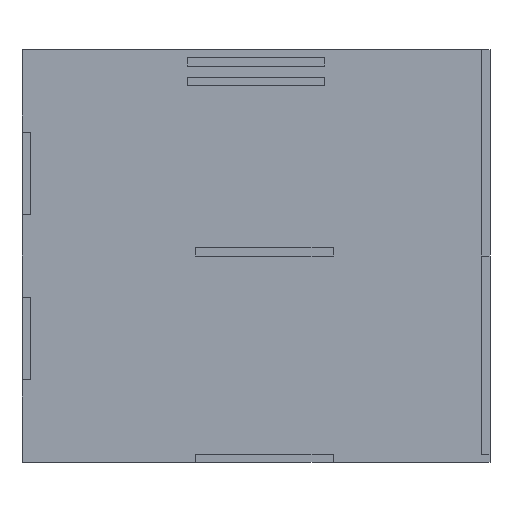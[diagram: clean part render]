
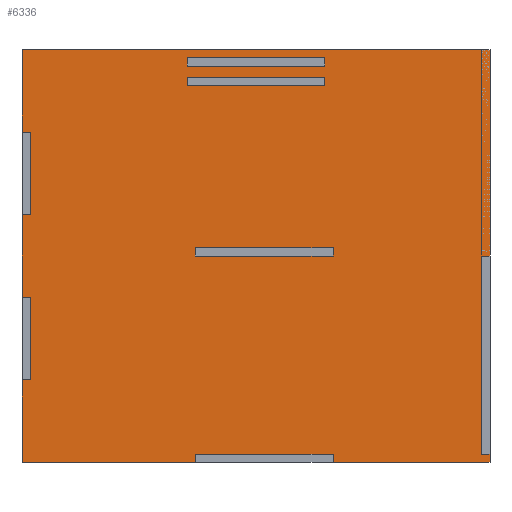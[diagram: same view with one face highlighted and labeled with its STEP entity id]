
A CAD part, left-side view. The second image highlights one B-rep face of the part: STEP entity #6336.
In plain terms, the highlighted planar face has unit normal (-1, 0, 0).
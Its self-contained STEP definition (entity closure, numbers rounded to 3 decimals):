
#6020=CARTESIAN_POINT('',(-85.,85.,60.));
#6021=VERTEX_POINT('',#6020);
#6028=CARTESIAN_POINT('',(-85.,85.,90.));
#6029=VERTEX_POINT('',#6028);
#6030=CARTESIAN_POINT('',(-85.,85.,60.));
#6031=DIRECTION('',(0.,0.,1.));
#6032=VECTOR('',#6031,30.);
#6033=LINE('',#6030,#6032);
#6034=EDGE_CURVE('',#6021,#6029,#6033,.T.);
#6060=CARTESIAN_POINT('',(-85.,85.,120.));
#6061=VERTEX_POINT('',#6060);
#6068=CARTESIAN_POINT('',(-85.,85.,150.));
#6069=VERTEX_POINT('',#6068);
#6070=CARTESIAN_POINT('',(-85.,85.,120.));
#6071=DIRECTION('',(0.,0.,1.));
#6072=VECTOR('',#6071,30.);
#6073=LINE('',#6070,#6072);
#6074=EDGE_CURVE('',#6061,#6069,#6073,.T.);
#6085=CARTESIAN_POINT('',(-85.,-0.,0.));
#6086=DIRECTION('',(-1.,-0.,0.));
#6087=DIRECTION('',(0.,0.,1.));
#6088=AXIS2_PLACEMENT_3D('',#6085,#6086,#6087);
#6089=PLANE('',#6088);
#6090=CARTESIAN_POINT('',(-85.,82.,90.));
#6091=VERTEX_POINT('',#6090);
#6092=CARTESIAN_POINT('',(-85.,82.,90.));
#6093=DIRECTION('',(-0.,1.,0.));
#6094=VECTOR('',#6093,3.);
#6095=LINE('',#6092,#6094);
#6096=EDGE_CURVE('',#6091,#6029,#6095,.T.);
#6097=ORIENTED_EDGE('',*,*,#6096,.T.);
#6098=ORIENTED_EDGE('',*,*,#6034,.F.);
#6099=CARTESIAN_POINT('',(-85.,82.,60.));
#6100=VERTEX_POINT('',#6099);
#6101=CARTESIAN_POINT('',(-85.,82.,60.));
#6102=DIRECTION('',(0.,1.,0.));
#6103=VECTOR('',#6102,3.);
#6104=LINE('',#6101,#6103);
#6105=EDGE_CURVE('',#6100,#6021,#6104,.T.);
#6106=ORIENTED_EDGE('',*,*,#6105,.F.);
#6107=CARTESIAN_POINT('',(-85.,82.,30.));
#6108=VERTEX_POINT('',#6107);
#6109=CARTESIAN_POINT('',(-85.,82.,30.));
#6110=DIRECTION('',(0.,0.,1.));
#6111=VECTOR('',#6110,30.);
#6112=LINE('',#6109,#6111);
#6113=EDGE_CURVE('',#6108,#6100,#6112,.T.);
#6114=ORIENTED_EDGE('',*,*,#6113,.F.);
#6115=CARTESIAN_POINT('',(-85.,85.,30.));
#6116=VERTEX_POINT('',#6115);
#6117=CARTESIAN_POINT('',(-85.,82.,30.));
#6118=DIRECTION('',(-0.,1.,0.));
#6119=VECTOR('',#6118,3.);
#6120=LINE('',#6117,#6119);
#6121=EDGE_CURVE('',#6108,#6116,#6120,.T.);
#6122=ORIENTED_EDGE('',*,*,#6121,.T.);
#6123=CARTESIAN_POINT('',(-85.,85.,0.));
#6124=VERTEX_POINT('',#6123);
#6125=CARTESIAN_POINT('',(-85.,85.,0.));
#6126=DIRECTION('',(0.,0.,1.));
#6127=VECTOR('',#6126,30.);
#6128=LINE('',#6125,#6127);
#6129=EDGE_CURVE('',#6124,#6116,#6128,.T.);
#6130=ORIENTED_EDGE('',*,*,#6129,.F.);
#6131=CARTESIAN_POINT('',(-85.,21.993,0.));
#6132=VERTEX_POINT('',#6131);
#6133=CARTESIAN_POINT('',(-85.,85.,0.));
#6134=DIRECTION('',(0.,-1.,0.));
#6135=VECTOR('',#6134,63.007);
#6136=LINE('',#6133,#6135);
#6137=EDGE_CURVE('',#6124,#6132,#6136,.T.);
#6138=ORIENTED_EDGE('',*,*,#6137,.T.);
#6139=CARTESIAN_POINT('',(-85.,21.993,3.));
#6140=VERTEX_POINT('',#6139);
#6141=CARTESIAN_POINT('',(-85.,21.993,3.));
#6142=DIRECTION('',(0.,0.,-1.));
#6143=VECTOR('',#6142,3.);
#6144=LINE('',#6141,#6143);
#6145=EDGE_CURVE('',#6140,#6132,#6144,.T.);
#6146=ORIENTED_EDGE('',*,*,#6145,.F.);
#6147=CARTESIAN_POINT('',(-85.,-28.007,3.));
#6148=VERTEX_POINT('',#6147);
#6149=CARTESIAN_POINT('',(-85.,-28.007,3.));
#6150=DIRECTION('',(-0.,1.,0.));
#6151=VECTOR('',#6150,50.);
#6152=LINE('',#6149,#6151);
#6153=EDGE_CURVE('',#6148,#6140,#6152,.T.);
#6154=ORIENTED_EDGE('',*,*,#6153,.F.);
#6155=CARTESIAN_POINT('',(-85.,-28.007,0.));
#6156=VERTEX_POINT('',#6155);
#6157=CARTESIAN_POINT('',(-85.,-28.007,3.));
#6158=DIRECTION('',(0.,0.,-1.));
#6159=VECTOR('',#6158,3.);
#6160=LINE('',#6157,#6159);
#6161=EDGE_CURVE('',#6148,#6156,#6160,.T.);
#6162=ORIENTED_EDGE('',*,*,#6161,.T.);
#6163=CARTESIAN_POINT('',(-85.,-85.,0.));
#6164=VERTEX_POINT('',#6163);
#6165=CARTESIAN_POINT('',(-85.,-28.007,0.));
#6166=DIRECTION('',(0.,-1.,0.));
#6167=VECTOR('',#6166,56.993);
#6168=LINE('',#6165,#6167);
#6169=EDGE_CURVE('',#6156,#6164,#6168,.T.);
#6170=ORIENTED_EDGE('',*,*,#6169,.T.);
#6171=CARTESIAN_POINT('',(-85.,-85.,3.));
#6172=VERTEX_POINT('',#6171);
#6173=CARTESIAN_POINT('',(-85.,-85.,0.));
#6174=DIRECTION('',(0.,0.,1.));
#6175=VECTOR('',#6174,3.);
#6176=LINE('',#6173,#6175);
#6177=EDGE_CURVE('',#6164,#6172,#6176,.T.);
#6178=ORIENTED_EDGE('',*,*,#6177,.T.);
#6179=CARTESIAN_POINT('',(-85.,-82.,3.));
#6180=VERTEX_POINT('',#6179);
#6181=CARTESIAN_POINT('',(-85.,-82.,3.));
#6182=DIRECTION('',(-0.,-1.,0.));
#6183=VECTOR('',#6182,3.);
#6184=LINE('',#6181,#6183);
#6185=EDGE_CURVE('',#6180,#6172,#6184,.T.);
#6186=ORIENTED_EDGE('',*,*,#6185,.F.);
#6187=CARTESIAN_POINT('',(-85.,-82.,75.));
#6188=VERTEX_POINT('',#6187);
#6189=CARTESIAN_POINT('',(-85.,-82.,3.));
#6190=DIRECTION('',(0.,0.,1.));
#6191=VECTOR('',#6190,72.);
#6192=LINE('',#6189,#6191);
#6193=EDGE_CURVE('',#6180,#6188,#6192,.T.);
#6194=ORIENTED_EDGE('',*,*,#6193,.T.);
#6195=CARTESIAN_POINT('',(-85.,-85.,75.));
#6196=VERTEX_POINT('',#6195);
#6197=CARTESIAN_POINT('',(-85.,-85.,75.));
#6198=DIRECTION('',(0.,1.,-0.));
#6199=VECTOR('',#6198,3.);
#6200=LINE('',#6197,#6199);
#6201=EDGE_CURVE('',#6196,#6188,#6200,.T.);
#6202=ORIENTED_EDGE('',*,*,#6201,.F.);
#6203=CARTESIAN_POINT('',(-85.,-85.,150.));
#6204=VERTEX_POINT('',#6203);
#6205=CARTESIAN_POINT('',(-85.,-85.,75.));
#6206=DIRECTION('',(0.,0.,1.));
#6207=VECTOR('',#6206,75.);
#6208=LINE('',#6205,#6207);
#6209=EDGE_CURVE('',#6196,#6204,#6208,.T.);
#6210=ORIENTED_EDGE('',*,*,#6209,.T.);
#6211=CARTESIAN_POINT('',(-85.,-85.,150.));
#6212=DIRECTION('',(-0.,1.,0.));
#6213=VECTOR('',#6212,170.);
#6214=LINE('',#6211,#6213);
#6215=EDGE_CURVE('',#6204,#6069,#6214,.T.);
#6216=ORIENTED_EDGE('',*,*,#6215,.T.);
#6217=ORIENTED_EDGE('',*,*,#6074,.F.);
#6218=CARTESIAN_POINT('',(-85.,82.,120.));
#6219=VERTEX_POINT('',#6218);
#6220=CARTESIAN_POINT('',(-85.,82.,120.));
#6221=DIRECTION('',(0.,1.,0.));
#6222=VECTOR('',#6221,3.);
#6223=LINE('',#6220,#6222);
#6224=EDGE_CURVE('',#6219,#6061,#6223,.T.);
#6225=ORIENTED_EDGE('',*,*,#6224,.F.);
#6226=CARTESIAN_POINT('',(-85.,82.,90.));
#6227=DIRECTION('',(0.,0.,1.));
#6228=VECTOR('',#6227,30.);
#6229=LINE('',#6226,#6228);
#6230=EDGE_CURVE('',#6091,#6219,#6229,.T.);
#6231=ORIENTED_EDGE('',*,*,#6230,.F.);
#6232=EDGE_LOOP('',(#6097,#6098,#6106,#6114,#6122,#6130,#6138,#6146,#6154,#6162,#6170,#6178,#6186,#6194,#6202,#6210,#6216,#6217,#6225,#6231));
#6233=FACE_BOUND('',#6232,.T.);
#6234=CARTESIAN_POINT('',(-85.,-25.,144.));
#6235=VERTEX_POINT('',#6234);
#6236=CARTESIAN_POINT('',(-85.,-25.,147.));
#6237=VERTEX_POINT('',#6236);
#6238=CARTESIAN_POINT('',(-85.,-25.,144.));
#6239=DIRECTION('',(0.,0.,1.));
#6240=VECTOR('',#6239,3.);
#6241=LINE('',#6238,#6240);
#6242=EDGE_CURVE('',#6235,#6237,#6241,.T.);
#6243=ORIENTED_EDGE('',*,*,#6242,.F.);
#6244=CARTESIAN_POINT('',(-85.,25.,144.));
#6245=VERTEX_POINT('',#6244);
#6246=CARTESIAN_POINT('',(-85.,25.,144.));
#6247=DIRECTION('',(0.,-1.,0.));
#6248=VECTOR('',#6247,50.);
#6249=LINE('',#6246,#6248);
#6250=EDGE_CURVE('',#6245,#6235,#6249,.T.);
#6251=ORIENTED_EDGE('',*,*,#6250,.F.);
#6252=CARTESIAN_POINT('',(-85.,25.,147.));
#6253=VERTEX_POINT('',#6252);
#6254=CARTESIAN_POINT('',(-85.,25.,144.));
#6255=DIRECTION('',(0.,0.,1.));
#6256=VECTOR('',#6255,3.);
#6257=LINE('',#6254,#6256);
#6258=EDGE_CURVE('',#6245,#6253,#6257,.T.);
#6259=ORIENTED_EDGE('',*,*,#6258,.T.);
#6260=CARTESIAN_POINT('',(-85.,-25.,147.));
#6261=DIRECTION('',(-0.,1.,0.));
#6262=VECTOR('',#6261,50.);
#6263=LINE('',#6260,#6262);
#6264=EDGE_CURVE('',#6237,#6253,#6263,.T.);
#6265=ORIENTED_EDGE('',*,*,#6264,.F.);
#6266=EDGE_LOOP('',(#6243,#6251,#6259,#6265));
#6267=FACE_BOUND('',#6266,.T.);
#6268=CARTESIAN_POINT('',(-85.,25.,137.));
#6269=VERTEX_POINT('',#6268);
#6270=CARTESIAN_POINT('',(-85.,-25.,137.));
#6271=VERTEX_POINT('',#6270);
#6272=CARTESIAN_POINT('',(-85.,25.,137.));
#6273=DIRECTION('',(0.,-1.,0.));
#6274=VECTOR('',#6273,50.);
#6275=LINE('',#6272,#6274);
#6276=EDGE_CURVE('',#6269,#6271,#6275,.T.);
#6277=ORIENTED_EDGE('',*,*,#6276,.F.);
#6278=CARTESIAN_POINT('',(-85.,25.,140.));
#6279=VERTEX_POINT('',#6278);
#6280=CARTESIAN_POINT('',(-85.,25.,140.));
#6281=DIRECTION('',(0.,0.,-1.));
#6282=VECTOR('',#6281,3.);
#6283=LINE('',#6280,#6282);
#6284=EDGE_CURVE('',#6279,#6269,#6283,.T.);
#6285=ORIENTED_EDGE('',*,*,#6284,.F.);
#6286=CARTESIAN_POINT('',(-85.,-25.,140.));
#6287=VERTEX_POINT('',#6286);
#6288=CARTESIAN_POINT('',(-85.,25.,140.));
#6289=DIRECTION('',(0.,-1.,0.));
#6290=VECTOR('',#6289,50.);
#6291=LINE('',#6288,#6290);
#6292=EDGE_CURVE('',#6279,#6287,#6291,.T.);
#6293=ORIENTED_EDGE('',*,*,#6292,.T.);
#6294=CARTESIAN_POINT('',(-85.,-25.,137.));
#6295=DIRECTION('',(0.,0.,1.));
#6296=VECTOR('',#6295,3.);
#6297=LINE('',#6294,#6296);
#6298=EDGE_CURVE('',#6271,#6287,#6297,.T.);
#6299=ORIENTED_EDGE('',*,*,#6298,.F.);
#6300=EDGE_LOOP('',(#6277,#6285,#6293,#6299));
#6301=FACE_BOUND('',#6300,.T.);
#6302=CARTESIAN_POINT('',(-85.,21.993,78.));
#6303=VERTEX_POINT('',#6302);
#6304=CARTESIAN_POINT('',(-85.,21.993,75.));
#6305=VERTEX_POINT('',#6304);
#6306=CARTESIAN_POINT('',(-85.,21.993,78.));
#6307=DIRECTION('',(0.,0.,-1.));
#6308=VECTOR('',#6307,3.);
#6309=LINE('',#6306,#6308);
#6310=EDGE_CURVE('',#6303,#6305,#6309,.T.);
#6311=ORIENTED_EDGE('',*,*,#6310,.F.);
#6312=CARTESIAN_POINT('',(-85.,-28.007,78.));
#6313=VERTEX_POINT('',#6312);
#6314=CARTESIAN_POINT('',(-85.,21.993,78.));
#6315=DIRECTION('',(0.,-1.,0.));
#6316=VECTOR('',#6315,50.);
#6317=LINE('',#6314,#6316);
#6318=EDGE_CURVE('',#6303,#6313,#6317,.T.);
#6319=ORIENTED_EDGE('',*,*,#6318,.T.);
#6320=CARTESIAN_POINT('',(-85.,-28.007,75.));
#6321=VERTEX_POINT('',#6320);
#6322=CARTESIAN_POINT('',(-85.,-28.007,75.));
#6323=DIRECTION('',(0.,0.,1.));
#6324=VECTOR('',#6323,3.);
#6325=LINE('',#6322,#6324);
#6326=EDGE_CURVE('',#6321,#6313,#6325,.T.);
#6327=ORIENTED_EDGE('',*,*,#6326,.F.);
#6328=CARTESIAN_POINT('',(-85.,21.993,75.));
#6329=DIRECTION('',(0.,-1.,0.));
#6330=VECTOR('',#6329,50.);
#6331=LINE('',#6328,#6330);
#6332=EDGE_CURVE('',#6305,#6321,#6331,.T.);
#6333=ORIENTED_EDGE('',*,*,#6332,.F.);
#6334=EDGE_LOOP('',(#6311,#6319,#6327,#6333));
#6335=FACE_BOUND('',#6334,.T.);
#6336=ADVANCED_FACE('',(#6233,#6267,#6301,#6335),#6089,.T.);
